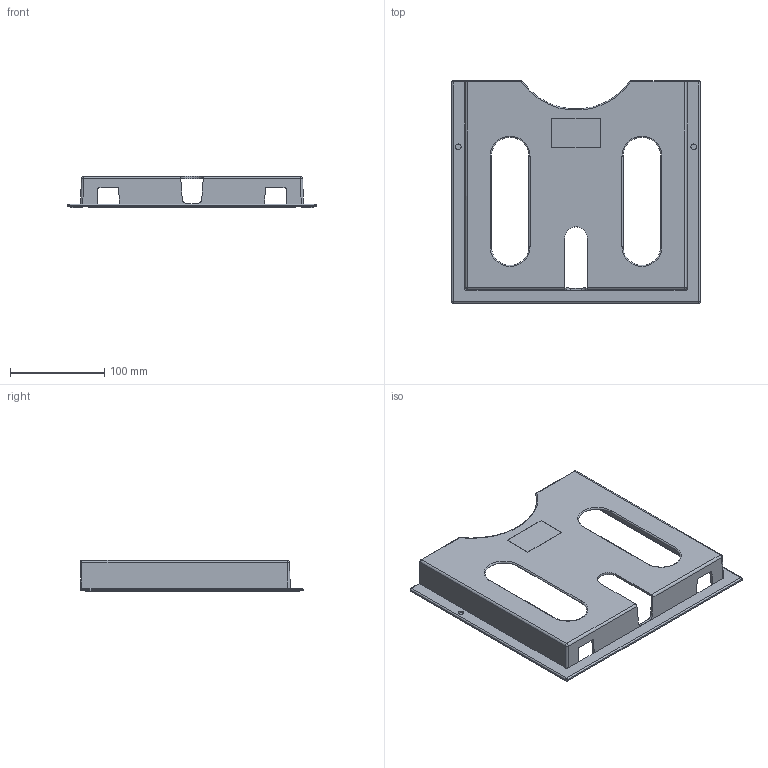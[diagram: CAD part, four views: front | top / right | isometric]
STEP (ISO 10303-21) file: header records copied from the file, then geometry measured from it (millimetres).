
FILE_DESCRIPTION((''),'2;1');
FILE_NAME('1013-U1_ASM','2018-11-07T14:14:36',('NDF'),('EMKA Beschlagteile GmbH & CO KG'),'CREO PARAMETRIC BY PTC INC, 2017260','CREO PARAMETRIC BY PTC INC, 2017260','');
FILE_SCHEMA(('CONFIG_CONTROL_DESIGN','SHAPE_APPEARANCE_LAYERS_GROUPS'));
Length unit declared in the file: millimetre
Products named in the file (3): 1013-08; 180; 1013-U1_ASM
Assembly tree (4 placements, depth 2):
  1013-U1_ASM
    1013-08
    180  x3
Bounding box: 264 x 236 x 33.2 mm (x, y, z)
Volume: 167029.8 mm3; surface area: 153332.9 mm2
Topology: 4 solids, 4 shells, 104 faces, 275 edges, 174 vertices
Faces by surface type: plane 55, cylinder 34, torus 6, sphere 5, bspline 4
Entity records: 3957 total; most frequent: CARTESIAN_POINT 735, ORIENTED_EDGE 502, DIRECTION 475, PRESENTATION_STYLE_ASSIGNMENT 253, STYLED_ITEM 253, CURVE_STYLE 251, EDGE_CURVE 251, VECTOR 161
